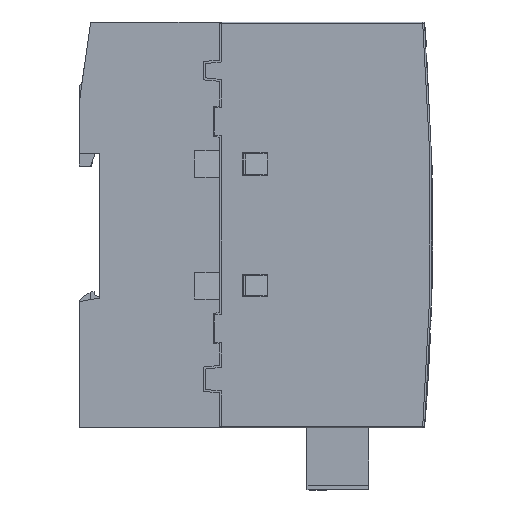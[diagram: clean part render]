
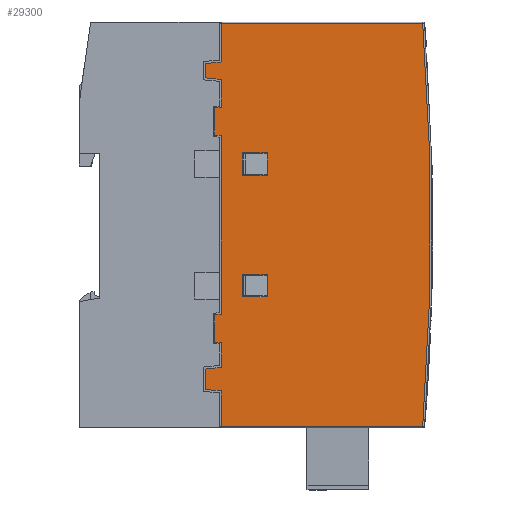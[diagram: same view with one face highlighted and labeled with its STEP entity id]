
A CAD part, left-side view. The second image highlights one B-rep face of the part: STEP entity #29300.
In plain terms, the highlighted planar face has unit normal (-1, 0, 0).
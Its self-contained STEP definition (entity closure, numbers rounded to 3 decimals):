
#27782=FACE_BOUND('',#38770,.T.);
#27783=FACE_BOUND('',#38771,.T.);
#27784=FACE_BOUND('',#38772,.T.);
#29300=ADVANCED_FACE('NONE',(#27782,#27783,#27784),#32503,.F.);
#32503=PLANE('',#85405);
#38770=EDGE_LOOP('',(#47677,#47678,#47679,#47680));
#38771=EDGE_LOOP('',(#47681,#47682,#47683,#47684));
#38772=EDGE_LOOP('',(#47685,#47686,#47687,#47688,#47689,#47690,#47691,#47692,
#47693,#47694,#47695,#47696,#47697,#47698,#47699,#47700,#47701,#47702,#47703,
#47704));
#41163=CIRCLE('',#84627,614.6);
#47677=ORIENTED_EDGE('',*,*,#68841,.T.);
#47678=ORIENTED_EDGE('',*,*,#69084,.T.);
#47679=ORIENTED_EDGE('',*,*,#68835,.T.);
#47680=ORIENTED_EDGE('',*,*,#68838,.T.);
#47681=ORIENTED_EDGE('',*,*,#68831,.T.);
#47682=ORIENTED_EDGE('',*,*,#69085,.T.);
#47683=ORIENTED_EDGE('',*,*,#68825,.T.);
#47684=ORIENTED_EDGE('',*,*,#68828,.T.);
#47685=ORIENTED_EDGE('',*,*,#68913,.T.);
#47686=ORIENTED_EDGE('',*,*,#66968,.T.);
#47687=ORIENTED_EDGE('',*,*,#66975,.T.);
#47688=ORIENTED_EDGE('',*,*,#66991,.T.);
#47689=ORIENTED_EDGE('',*,*,#68921,.T.);
#47690=ORIENTED_EDGE('',*,*,#68980,.T.);
#47691=ORIENTED_EDGE('',*,*,#68926,.T.);
#47692=ORIENTED_EDGE('',*,*,#68928,.T.);
#47693=ORIENTED_EDGE('',*,*,#68930,.T.);
#47694=ORIENTED_EDGE('',*,*,#68932,.T.);
#47695=ORIENTED_EDGE('',*,*,#68934,.T.);
#47696=ORIENTED_EDGE('',*,*,#68936,.T.);
#47697=ORIENTED_EDGE('',*,*,#68938,.T.);
#47698=ORIENTED_EDGE('',*,*,#68940,.T.);
#47699=ORIENTED_EDGE('',*,*,#68942,.T.);
#47700=ORIENTED_EDGE('',*,*,#68944,.T.);
#47701=ORIENTED_EDGE('',*,*,#68946,.T.);
#47702=ORIENTED_EDGE('',*,*,#68948,.T.);
#47703=ORIENTED_EDGE('',*,*,#68950,.T.);
#47704=ORIENTED_EDGE('',*,*,#68951,.T.);
#60563=VERTEX_POINT('',#108760);
#60565=VERTEX_POINT('',#108764);
#60570=VERTEX_POINT('',#108779);
#60578=VERTEX_POINT('',#108809);
#61989=VERTEX_POINT('',#112728);
#61992=VERTEX_POINT('',#112733);
#61994=VERTEX_POINT('',#112739);
#61996=VERTEX_POINT('',#112745);
#61997=VERTEX_POINT('',#112749);
#62000=VERTEX_POINT('',#112754);
#62002=VERTEX_POINT('',#112760);
#62004=VERTEX_POINT('',#112766);
#62065=VERTEX_POINT('',#112914);
#62070=VERTEX_POINT('',#112930);
#62071=VERTEX_POINT('',#112935);
#62072=VERTEX_POINT('',#112937);
#62073=VERTEX_POINT('',#112941);
#62074=VERTEX_POINT('',#112945);
#62075=VERTEX_POINT('',#112949);
#62076=VERTEX_POINT('',#112953);
#62077=VERTEX_POINT('',#112957);
#62078=VERTEX_POINT('',#112961);
#62079=VERTEX_POINT('',#112965);
#62080=VERTEX_POINT('',#112969);
#62081=VERTEX_POINT('',#112973);
#62082=VERTEX_POINT('',#112977);
#62083=VERTEX_POINT('',#112981);
#62084=VERTEX_POINT('',#112985);
#66968=EDGE_CURVE('NONE',#60563,#60565,#75724,.T.);
#66975=EDGE_CURVE('NONE',#60565,#60570,#41163,.T.);
#66991=EDGE_CURVE('NONE',#60570,#60578,#75731,.T.);
#68825=EDGE_CURVE('NONE',#61989,#61992,#77511,.T.);
#68828=EDGE_CURVE('NONE',#61992,#61994,#77514,.T.);
#68831=EDGE_CURVE('NONE',#61994,#61996,#77517,.T.);
#68835=EDGE_CURVE('NONE',#61997,#62000,#77521,.T.);
#68838=EDGE_CURVE('NONE',#62000,#62002,#77524,.T.);
#68841=EDGE_CURVE('NONE',#62002,#62004,#77527,.T.);
#68913=EDGE_CURVE('NONE',#62065,#60563,#77599,.T.);
#68921=EDGE_CURVE('NONE',#60578,#62070,#77607,.T.);
#68926=EDGE_CURVE('NONE',#62071,#62072,#77612,.T.);
#68928=EDGE_CURVE('NONE',#62072,#62073,#77614,.T.);
#68930=EDGE_CURVE('NONE',#62073,#62074,#77616,.T.);
#68932=EDGE_CURVE('NONE',#62074,#62075,#77618,.T.);
#68934=EDGE_CURVE('NONE',#62075,#62076,#77620,.T.);
#68936=EDGE_CURVE('NONE',#62076,#62077,#77622,.T.);
#68938=EDGE_CURVE('NONE',#62077,#62078,#77624,.T.);
#68940=EDGE_CURVE('NONE',#62078,#62079,#77626,.T.);
#68942=EDGE_CURVE('NONE',#62079,#62080,#77628,.T.);
#68944=EDGE_CURVE('NONE',#62080,#62081,#77630,.T.);
#68946=EDGE_CURVE('NONE',#62081,#62082,#77632,.T.);
#68948=EDGE_CURVE('NONE',#62082,#62083,#77634,.T.);
#68950=EDGE_CURVE('NONE',#62083,#62084,#77636,.T.);
#68951=EDGE_CURVE('NONE',#62084,#62065,#77637,.T.);
#68980=EDGE_CURVE('NONE',#62070,#62071,#77666,.T.);
#69084=EDGE_CURVE('NONE',#62004,#61997,#77770,.T.);
#69085=EDGE_CURVE('NONE',#61996,#61989,#77771,.T.);
#75724=LINE('',#108765,#80435);
#75731=LINE('',#108811,#80442);
#77511=LINE('',#112734,#82222);
#77514=LINE('',#112740,#82225);
#77517=LINE('',#112746,#82228);
#77521=LINE('',#112755,#82232);
#77524=LINE('',#112761,#82235);
#77527=LINE('',#112767,#82238);
#77599=LINE('',#112913,#82310);
#77607=LINE('',#112929,#82318);
#77612=LINE('',#112938,#82323);
#77614=LINE('',#112942,#82325);
#77616=LINE('',#112946,#82327);
#77618=LINE('',#112950,#82329);
#77620=LINE('',#112954,#82331);
#77622=LINE('',#112958,#82333);
#77624=LINE('',#112962,#82335);
#77626=LINE('',#112966,#82337);
#77628=LINE('',#112970,#82339);
#77630=LINE('',#112974,#82341);
#77632=LINE('',#112978,#82343);
#77634=LINE('',#112982,#82345);
#77636=LINE('',#112986,#82347);
#77637=LINE('',#112988,#82348);
#77666=LINE('',#113046,#82377);
#77770=LINE('',#113251,#82481);
#77771=LINE('',#113252,#82482);
#80435=VECTOR('',#92178,1.);
#80442=VECTOR('',#92235,1.);
#82222=VECTOR('',#95363,1.);
#82225=VECTOR('',#95368,1.);
#82228=VECTOR('',#95373,1.);
#82232=VECTOR('',#95379,1.);
#82235=VECTOR('',#95384,1.);
#82238=VECTOR('',#95389,1.);
#82310=VECTOR('',#95489,1.);
#82318=VECTOR('',#95503,1.);
#82323=VECTOR('',#95510,1.);
#82325=VECTOR('',#95514,1.);
#82327=VECTOR('',#95518,1.);
#82329=VECTOR('',#95522,1.);
#82331=VECTOR('',#95526,1.);
#82333=VECTOR('',#95530,1.);
#82335=VECTOR('',#95534,1.);
#82337=VECTOR('',#95538,1.);
#82339=VECTOR('',#95542,1.);
#82341=VECTOR('',#95546,1.);
#82343=VECTOR('',#95550,1.);
#82345=VECTOR('',#95554,1.);
#82347=VECTOR('',#95558,1.);
#82348=VECTOR('',#95561,1.);
#82377=VECTOR('',#95620,1.);
#82481=VECTOR('',#95794,1.);
#82482=VECTOR('',#95795,1.);
#84627=AXIS2_PLACEMENT_3D('',#108780,#92195,#92196);
#85405=AXIS2_PLACEMENT_3D('',#113253,#95796,#95797);
#92178=DIRECTION('',(0.,0.,1.));
#92195=DIRECTION('',(-1.,0.,0.));
#92196=DIRECTION('',(0.,0.,-1.));
#92235=DIRECTION('',(0.,0.,-1.));
#95363=DIRECTION('',(0.,0.,-1.));
#95368=DIRECTION('',(0.,1.,0.));
#95373=DIRECTION('',(0.,0.,1.));
#95379=DIRECTION('',(0.,0.,-1.));
#95384=DIRECTION('',(0.,1.,0.));
#95389=DIRECTION('',(0.,0.,1.));
#95489=DIRECTION('',(0.,-1.,0.));
#95503=DIRECTION('',(0.,-1.,0.));
#95510=DIRECTION('',(0.,-1.,0.));
#95514=DIRECTION('',(0.,-0.101,0.995));
#95518=DIRECTION('',(0.,-1.,0.));
#95522=DIRECTION('',(0.,-0.017,-1.));
#95526=DIRECTION('',(0.,-1.,0.));
#95530=DIRECTION('',(0.,-0.087,0.996));
#95534=DIRECTION('',(0.,-1.,0.));
#95538=DIRECTION('',(0.,-0.087,-0.996));
#95542=DIRECTION('',(0.,-1.,0.));
#95546=DIRECTION('',(0.,-0.017,1.));
#95550=DIRECTION('',(0.,-1.,0.));
#95554=DIRECTION('',(0.,-0.101,-0.995));
#95558=DIRECTION('',(0.,-1.,0.));
#95561=DIRECTION('',(0.,-0.101,0.995));
#95620=DIRECTION('',(0.,-0.101,-0.995));
#95794=DIRECTION('',(0.,-1.,0.));
#95795=DIRECTION('',(0.,-1.,0.));
#95796=DIRECTION('',(1.,0.,0.));
#95797=DIRECTION('',(0.,1.,0.));
#108760=CARTESIAN_POINT('',(-22.5,-49.6,0.));
#108764=CARTESIAN_POINT('',(-22.5,-49.6,49.631));
#108765=CARTESIAN_POINT('',(-22.5,-49.6,50.));
#108779=CARTESIAN_POINT('',(-22.5,49.6,49.631));
#108780=CARTESIAN_POINT('',(-22.5,0.,-562.964));
#108809=CARTESIAN_POINT('',(-22.5,49.6,0.));
#108811=CARTESIAN_POINT('',(-22.5,49.6,0.));
#112728=CARTESIAN_POINT('',(-22.5,-17.75,11.3));
#112733=CARTESIAN_POINT('',(-22.5,-17.75,5.3));
#112734=CARTESIAN_POINT('',(-22.5,-17.75,-34.6));
#112739=CARTESIAN_POINT('',(-22.5,-12.25,5.3));
#112740=CARTESIAN_POINT('',(-22.5,-49.6,5.3));
#112745=CARTESIAN_POINT('',(-22.5,-12.25,11.3));
#112746=CARTESIAN_POINT('',(-22.5,-12.25,-34.6));
#112749=CARTESIAN_POINT('',(-22.5,12.25,11.3));
#112754=CARTESIAN_POINT('',(-22.5,12.25,5.3));
#112755=CARTESIAN_POINT('',(-22.5,12.25,-34.6));
#112760=CARTESIAN_POINT('',(-22.5,17.75,5.3));
#112761=CARTESIAN_POINT('',(-22.5,-49.6,5.3));
#112766=CARTESIAN_POINT('',(-22.5,17.75,11.3));
#112767=CARTESIAN_POINT('',(-22.5,17.75,-34.6));
#112913=CARTESIAN_POINT('',(-22.5,-49.6,0.));
#112914=CARTESIAN_POINT('',(-22.5,-40.903,0.));
#112929=CARTESIAN_POINT('',(-22.5,-49.6,0.));
#112930=CARTESIAN_POINT('',(-22.5,40.153,0.));
#112935=CARTESIAN_POINT('',(-22.5,39.759,-3.9));
#112937=CARTESIAN_POINT('',(-22.5,36.241,-3.9));
#112938=CARTESIAN_POINT('',(-22.5,-49.6,-3.9));
#112941=CARTESIAN_POINT('',(-22.5,35.847,0.));
#112942=CARTESIAN_POINT('',(-22.5,38.444,-25.705));
#112945=CARTESIAN_POINT('',(-22.5,29.,0.));
#112946=CARTESIAN_POINT('',(-22.5,-49.6,0.));
#112949=CARTESIAN_POINT('',(-22.5,28.972,-1.6));
#112950=CARTESIAN_POINT('',(-22.5,28.372,-35.961));
#112953=CARTESIAN_POINT('',(-22.5,22.14,-1.6));
#112954=CARTESIAN_POINT('',(-22.5,-49.6,-1.6));
#112957=CARTESIAN_POINT('',(-22.5,22.,0.));
#112958=CARTESIAN_POINT('',(-22.5,24.46,-28.121));
#112961=CARTESIAN_POINT('',(-22.5,-22.,0.));
#112962=CARTESIAN_POINT('',(-22.5,-49.6,0.));
#112965=CARTESIAN_POINT('',(-22.5,-22.14,-1.6));
#112966=CARTESIAN_POINT('',(-22.5,-25.214,-36.734));
#112969=CARTESIAN_POINT('',(-22.5,-28.972,-1.6));
#112970=CARTESIAN_POINT('',(-22.5,-49.6,-1.6));
#112973=CARTESIAN_POINT('',(-22.5,-29.,0.));
#112974=CARTESIAN_POINT('',(-22.5,-28.403,-34.23));
#112977=CARTESIAN_POINT('',(-22.5,-35.097,0.));
#112978=CARTESIAN_POINT('',(-22.5,-49.6,0.));
#112981=CARTESIAN_POINT('',(-22.5,-35.491,-3.9));
#112982=CARTESIAN_POINT('',(-22.5,-38.704,-35.701));
#112985=CARTESIAN_POINT('',(-22.5,-40.509,-3.9));
#112986=CARTESIAN_POINT('',(-22.5,-49.6,-3.9));
#112988=CARTESIAN_POINT('',(-22.5,-37.53,-33.381));
#113046=CARTESIAN_POINT('',(-22.5,35.786,-43.226));
#113251=CARTESIAN_POINT('',(-22.5,-49.6,11.3));
#113252=CARTESIAN_POINT('',(-22.5,-49.6,11.3));
#113253=CARTESIAN_POINT('',(-22.5,-49.6,-34.6));
